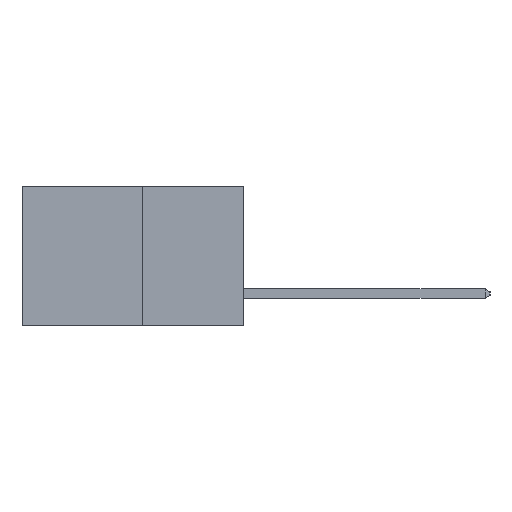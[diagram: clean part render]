
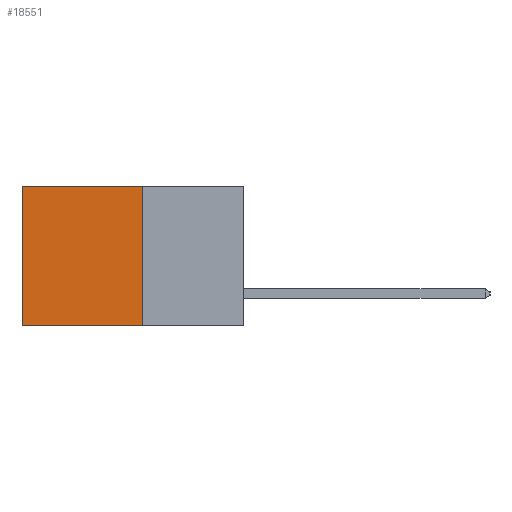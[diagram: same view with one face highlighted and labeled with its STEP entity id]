
A CAD part, left-side view. The second image highlights one B-rep face of the part: STEP entity #18551.
In plain terms, the highlighted planar face has unit normal (-1, 0, 0).
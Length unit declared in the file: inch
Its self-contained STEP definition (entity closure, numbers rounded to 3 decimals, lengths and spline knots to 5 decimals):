
#1267 = VECTOR ( 'NONE', #12774, 39.37008 ) ;
#1658 = DIRECTION ( 'NONE',  ( 0., 1., 0. ) ) ;
#2246 = VECTOR ( 'NONE', #18787, 39.37008 ) ;
#2416 = VERTEX_POINT ( 'NONE', #12697 ) ;
#2918 = VERTEX_POINT ( 'NONE', #7947 ) ;
#3232 = LINE ( 'NONE', #3579, #11096 ) ;
#3579 = CARTESIAN_POINT ( 'NONE',  ( 0.277, 0.59, -0.37 ) ) ;
#3858 = ORIENTED_EDGE ( 'NONE', *, *, #4857, .T. ) ;
#4010 = PLANE ( 'NONE',  #7955 ) ;
#4108 = EDGE_CURVE ( 'NONE', #6003, #2416, #10134, .T. ) ;
#4857 = EDGE_CURVE ( 'NONE', #2416, #2918, #3232, .T. ) ;
#5161 = EDGE_CURVE ( 'NONE', #6003, #15104, #17659, .T. ) ;
#5608 = DIRECTION ( 'NONE',  ( 0., 0., -1. ) ) ;
#5823 = EDGE_LOOP ( 'NONE', ( #3858, #15445, #8292, #12130 ) ) ;
#6003 = VERTEX_POINT ( 'NONE', #16314 ) ;
#7947 = CARTESIAN_POINT ( 'NONE',  ( 0.277, 0.59, -0.37 ) ) ;
#7955 = AXIS2_PLACEMENT_3D ( 'NONE', #12778, #14203, #5608 ) ;
#8292 = ORIENTED_EDGE ( 'NONE', *, *, #5161, .F. ) ;
#9103 = CARTESIAN_POINT ( 'NONE',  ( 0.277, 0.27, -0.37 ) ) ;
#9456 = CARTESIAN_POINT ( 'NONE',  ( 0.277, 0.27, -0.37 ) ) ;
#10012 = VECTOR ( 'NONE', #1658, 39.37008 ) ;
#10134 = LINE ( 'NONE', #14272, #1267 ) ;
#10832 = EDGE_CURVE ( 'NONE', #15104, #2918, #17089, .T. ) ;
#11096 = VECTOR ( 'NONE', #13802, 39.37008 ) ;
#11869 = CARTESIAN_POINT ( 'NONE',  ( 0.277, 0.27, -0.37 ) ) ;
#12130 = ORIENTED_EDGE ( 'NONE', *, *, #4108, .T. ) ;
#12697 = CARTESIAN_POINT ( 'NONE',  ( 0.277, 0.59, 0. ) ) ;
#12774 = DIRECTION ( 'NONE',  ( 0., 1., 0. ) ) ;
#12778 = CARTESIAN_POINT ( 'NONE',  ( 0.277, 0.27, -0.37 ) ) ;
#13802 = DIRECTION ( 'NONE',  ( 0., 0., -1. ) ) ;
#14203 = DIRECTION ( 'NONE',  ( 1., 0., 0. ) ) ;
#14272 = CARTESIAN_POINT ( 'NONE',  ( 0.277, 0.27, 0. ) ) ;
#15104 = VERTEX_POINT ( 'NONE', #9456 ) ;
#15445 = ORIENTED_EDGE ( 'NONE', *, *, #10832, .F. ) ;
#16314 = CARTESIAN_POINT ( 'NONE',  ( 0.277, 0.27, 0. ) ) ;
#17089 = LINE ( 'NONE', #9103, #10012 ) ;
#17114 = FACE_OUTER_BOUND ( 'NONE', #5823, .T. ) ;
#17659 = LINE ( 'NONE', #11869, #2246 ) ;
#18551 = ADVANCED_FACE ( 'NONE', ( #17114 ), #4010, .F. ) ;
#18787 = DIRECTION ( 'NONE',  ( 0., 0., -1. ) ) ;
